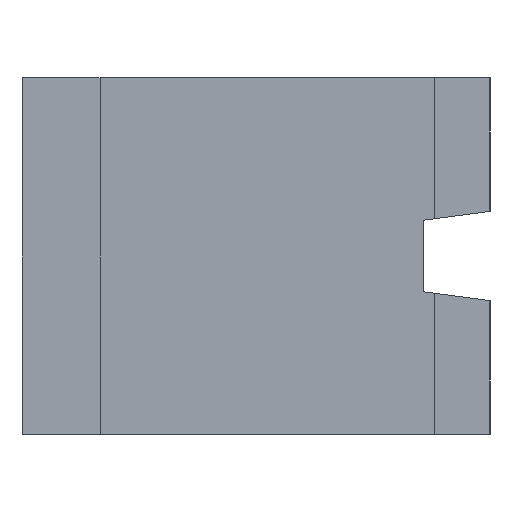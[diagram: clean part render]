
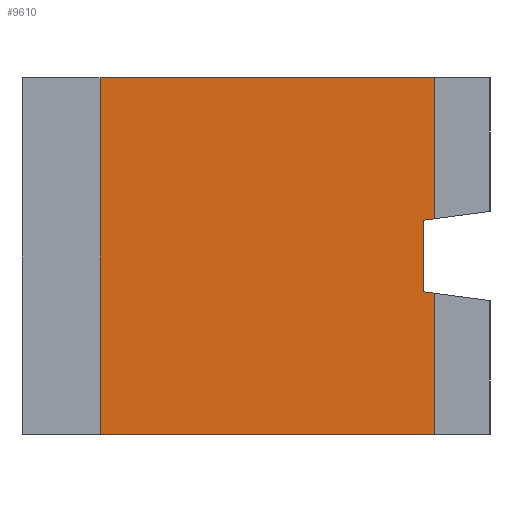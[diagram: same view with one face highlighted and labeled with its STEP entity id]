
A CAD part, left-side view. The second image highlights one B-rep face of the part: STEP entity #9610.
In plain terms, the highlighted planar face has unit normal (-1, 0, 0).
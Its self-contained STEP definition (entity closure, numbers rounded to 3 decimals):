
#112 = LINE ( 'NONE', #14202, #6596 ) ;
#286 = VERTEX_POINT ( 'NONE', #12361 ) ;
#1144 = CARTESIAN_POINT ( 'NONE',  ( -1.6, 0.25, -0.8 ) ) ;
#1212 = CARTESIAN_POINT ( 'NONE',  ( -1.6, 0.25, 0.8 ) ) ;
#1513 = ORIENTED_EDGE ( 'NONE', *, *, #16503, .F. ) ;
#1771 = VECTOR ( 'NONE', #17826, 1000. ) ;
#1948 = ORIENTED_EDGE ( 'NONE', *, *, #8877, .F. ) ;
#2090 = EDGE_CURVE ( 'NONE', #2267, #11519, #7108, .T. ) ;
#2218 = CARTESIAN_POINT ( 'NONE',  ( -1.6, 1.75, -0.8 ) ) ;
#2267 = VERTEX_POINT ( 'NONE', #11165 ) ;
#2555 = VERTEX_POINT ( 'NONE', #17209 ) ;
#2705 = VECTOR ( 'NONE', #13401, 1000. ) ;
#2857 = LINE ( 'NONE', #10993, #16706 ) ;
#2910 = EDGE_CURVE ( 'NONE', #2555, #15439, #11080, .T. ) ;
#3051 = CARTESIAN_POINT ( 'NONE',  ( -1.6, 0.25, -0.167 ) ) ;
#3649 = LINE ( 'NONE', #5529, #2705 ) ;
#3900 = FACE_OUTER_BOUND ( 'NONE', #11699, .T. ) ;
#3976 = CARTESIAN_POINT ( 'NONE',  ( -1.6, 0.25, 0.167 ) ) ;
#3988 = CARTESIAN_POINT ( 'NONE',  ( -1.6, 2.1, 0.8 ) ) ;
#4046 = VECTOR ( 'NONE', #13733, 1000. ) ;
#4058 = LINE ( 'NONE', #12288, #1771 ) ;
#4717 = VECTOR ( 'NONE', #15491, 1000. ) ;
#4901 = DIRECTION ( 'NONE',  ( 0., 0., -1. ) ) ;
#5529 = CARTESIAN_POINT ( 'NONE',  ( -1.6, 2.1, 0.8 ) ) ;
#6429 = DIRECTION ( 'NONE',  ( 0., 0., -1. ) ) ;
#6596 = VECTOR ( 'NONE', #18025, 1000. ) ;
#6752 = DIRECTION ( 'NONE',  ( 0., 0., -1. ) ) ;
#6974 = VECTOR ( 'NONE', #4901, 1000. ) ;
#7108 = LINE ( 'NONE', #12720, #4717 ) ;
#8877 = EDGE_CURVE ( 'NONE', #9793, #2267, #112, .T. ) ;
#8971 = CARTESIAN_POINT ( 'NONE',  ( -1.6, 0.3, 0.161 ) ) ;
#9500 = ORIENTED_EDGE ( 'NONE', *, *, #2090, .F. ) ;
#9610 = ADVANCED_FACE ( 'NONE', ( #3900 ), #15091, .F. ) ;
#9685 = DIRECTION ( 'NONE',  ( 0., 0.991, -0.131 ) ) ;
#9793 = VERTEX_POINT ( 'NONE', #8971 ) ;
#10660 = VERTEX_POINT ( 'NONE', #1144 ) ;
#10879 = VERTEX_POINT ( 'NONE', #2218 ) ;
#10993 = CARTESIAN_POINT ( 'NONE',  ( -1.6, 0.25, 0.167 ) ) ;
#11080 = LINE ( 'NONE', #1212, #18026 ) ;
#11165 = CARTESIAN_POINT ( 'NONE',  ( -1.6, 0.3, -0.161 ) ) ;
#11519 = VERTEX_POINT ( 'NONE', #3051 ) ;
#11699 = EDGE_LOOP ( 'NONE', ( #9500, #1948, #1513, #15372, #17792, #13948, #12193, #14363 ) ) ;
#12037 = LINE ( 'NONE', #17386, #6974 ) ;
#12193 = ORIENTED_EDGE ( 'NONE', *, *, #13404, .F. ) ;
#12288 = CARTESIAN_POINT ( 'NONE',  ( -1.6, 2.1, -0.8 ) ) ;
#12358 = LINE ( 'NONE', #16794, #4046 ) ;
#12361 = CARTESIAN_POINT ( 'NONE',  ( -1.6, 1.75, 0.8 ) ) ;
#12367 = AXIS2_PLACEMENT_3D ( 'NONE', #3988, #13683, #6429 ) ;
#12720 = CARTESIAN_POINT ( 'NONE',  ( -1.6, 0.3, -0.161 ) ) ;
#13137 = EDGE_CURVE ( 'NONE', #11519, #10660, #12037, .T. ) ;
#13401 = DIRECTION ( 'NONE',  ( 0., -1., 0. ) ) ;
#13404 = EDGE_CURVE ( 'NONE', #10660, #10879, #4058, .T. ) ;
#13683 = DIRECTION ( 'NONE',  ( 1., 0., 0. ) ) ;
#13733 = DIRECTION ( 'NONE',  ( 0., 0., 1. ) ) ;
#13948 = ORIENTED_EDGE ( 'NONE', *, *, #15708, .F. ) ;
#14022 = EDGE_CURVE ( 'NONE', #286, #2555, #3649, .T. ) ;
#14202 = CARTESIAN_POINT ( 'NONE',  ( -1.6, 0.3, 0.8 ) ) ;
#14363 = ORIENTED_EDGE ( 'NONE', *, *, #13137, .F. ) ;
#15091 = PLANE ( 'NONE',  #12367 ) ;
#15372 = ORIENTED_EDGE ( 'NONE', *, *, #2910, .F. ) ;
#15439 = VERTEX_POINT ( 'NONE', #3976 ) ;
#15491 = DIRECTION ( 'NONE',  ( 0., -0.991, -0.131 ) ) ;
#15708 = EDGE_CURVE ( 'NONE', #10879, #286, #12358, .T. ) ;
#16503 = EDGE_CURVE ( 'NONE', #15439, #9793, #2857, .T. ) ;
#16706 = VECTOR ( 'NONE', #9685, 1000. ) ;
#16794 = CARTESIAN_POINT ( 'NONE',  ( -1.6, 1.75, 0. ) ) ;
#17209 = CARTESIAN_POINT ( 'NONE',  ( -1.6, 0.25, 0.8 ) ) ;
#17386 = CARTESIAN_POINT ( 'NONE',  ( -1.6, 0.25, 0.8 ) ) ;
#17792 = ORIENTED_EDGE ( 'NONE', *, *, #14022, .F. ) ;
#17826 = DIRECTION ( 'NONE',  ( 0., 1., 0. ) ) ;
#18025 = DIRECTION ( 'NONE',  ( 0., 0., -1. ) ) ;
#18026 = VECTOR ( 'NONE', #6752, 1000. ) ;
